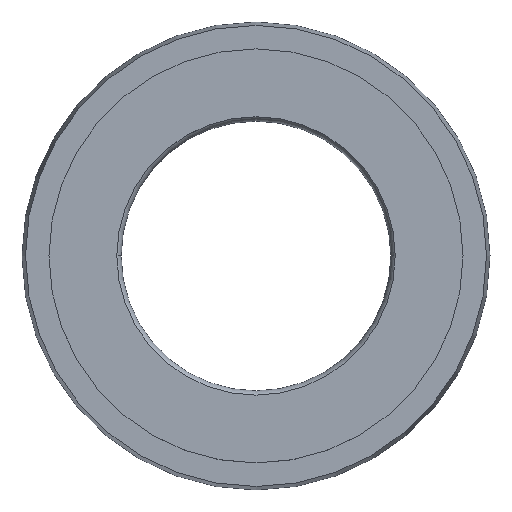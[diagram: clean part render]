
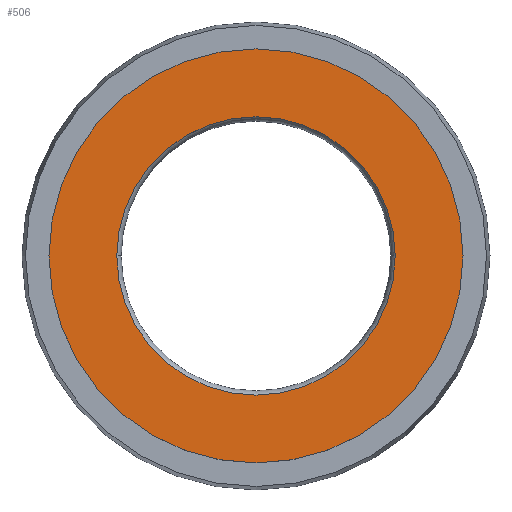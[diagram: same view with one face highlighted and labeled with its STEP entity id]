
A CAD part, top view. The second image highlights one B-rep face of the part: STEP entity #506.
In plain terms, the highlighted planar face has unit normal (0, 0, 1).
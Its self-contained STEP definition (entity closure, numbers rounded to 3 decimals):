
#1 = EDGE_CURVE ( 'NONE', #25, #221, #323, .T. ) ;
#2 = CARTESIAN_POINT ( 'NONE',  ( 0., 0., 0. ) ) ;
#13 = DIRECTION ( 'NONE',  ( 1., 0., 0. ) ) ;
#16 = DIRECTION ( 'NONE',  ( 0., 0., 1. ) ) ;
#25 = VERTEX_POINT ( 'NONE', #69 ) ;
#69 = CARTESIAN_POINT ( 'NONE',  ( 11.9, 0., 0. ) ) ;
#70 = CARTESIAN_POINT ( 'NONE',  ( 0., 0., 0. ) ) ;
#71 = AXIS2_PLACEMENT_3D ( 'NONE', #121, #265, #218 ) ;
#73 = ORIENTED_EDGE ( 'NONE', *, *, #84, .F. ) ;
#84 = EDGE_CURVE ( 'NONE', #581, #474, #358, .T. ) ;
#121 = CARTESIAN_POINT ( 'NONE',  ( 0., 0., 0. ) ) ;
#154 = FACE_BOUND ( 'NONE', #599, .T. ) ;
#186 = CARTESIAN_POINT ( 'NONE',  ( -8., 0., 0. ) ) ;
#218 = DIRECTION ( 'NONE',  ( 1., 0., 0. ) ) ;
#221 = VERTEX_POINT ( 'NONE', #620 ) ;
#225 = ORIENTED_EDGE ( 'NONE', *, *, #641, .F. ) ;
#245 = DIRECTION ( 'NONE',  ( 0., 0., 1. ) ) ;
#253 = ORIENTED_EDGE ( 'NONE', *, *, #1, .T. ) ;
#255 = DIRECTION ( 'NONE',  ( 0., 0., 1. ) ) ;
#265 = DIRECTION ( 'NONE',  ( 0., 0., 1. ) ) ;
#272 = AXIS2_PLACEMENT_3D ( 'NONE', #2, #255, #359 ) ;
#305 = CARTESIAN_POINT ( 'NONE',  ( 0., 0., 0. ) ) ;
#323 = CIRCLE ( 'NONE', #272, 11.9 ) ;
#343 = AXIS2_PLACEMENT_3D ( 'NONE', #454, #245, #344 ) ;
#344 = DIRECTION ( 'NONE',  ( 1., 0., 0. ) ) ;
#351 = EDGE_LOOP ( 'NONE', ( #253, #449 ) ) ;
#358 = CIRCLE ( 'NONE', #438, 8. ) ;
#359 = DIRECTION ( 'NONE',  ( 1., 0., 0. ) ) ;
#369 = DIRECTION ( 'NONE',  ( -1., 0., 0. ) ) ;
#382 = CIRCLE ( 'NONE', #343, 11.9 ) ;
#421 = PLANE ( 'NONE',  #530 ) ;
#438 = AXIS2_PLACEMENT_3D ( 'NONE', #305, #16, #13 ) ;
#449 = ORIENTED_EDGE ( 'NONE', *, *, #463, .T. ) ;
#454 = CARTESIAN_POINT ( 'NONE',  ( 0., 0., 0. ) ) ;
#463 = EDGE_CURVE ( 'NONE', #221, #25, #382, .T. ) ;
#465 = CARTESIAN_POINT ( 'NONE',  ( 8., 0., 0. ) ) ;
#474 = VERTEX_POINT ( 'NONE', #186 ) ;
#506 = ADVANCED_FACE ( 'NONE', ( #154, #537 ), #421, .F. ) ;
#530 = AXIS2_PLACEMENT_3D ( 'NONE', #70, #550, #369 ) ;
#533 = CIRCLE ( 'NONE', #71, 8. ) ;
#537 = FACE_OUTER_BOUND ( 'NONE', #351, .T. ) ;
#550 = DIRECTION ( 'NONE',  ( 0., 0., -1. ) ) ;
#581 = VERTEX_POINT ( 'NONE', #465 ) ;
#599 = EDGE_LOOP ( 'NONE', ( #73, #225 ) ) ;
#620 = CARTESIAN_POINT ( 'NONE',  ( -11.9, 0., 0. ) ) ;
#641 = EDGE_CURVE ( 'NONE', #474, #581, #533, .T. ) ;
